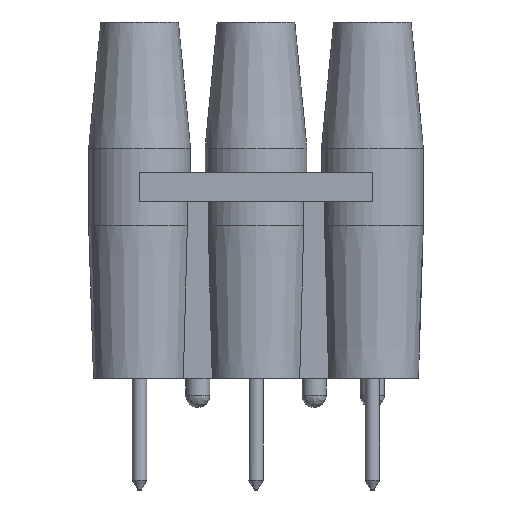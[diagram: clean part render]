
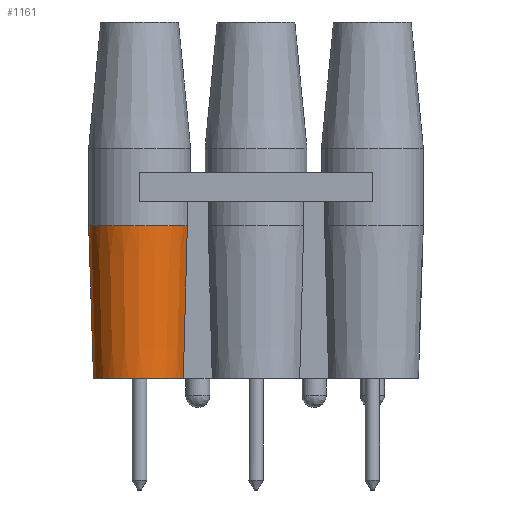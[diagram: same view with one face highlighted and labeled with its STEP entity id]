
A CAD part, front view. The second image highlights one B-rep face of the part: STEP entity #1161.
In plain terms, the highlighted conical face has half-angle 1.818 degrees and reference radius 1.9 mm.
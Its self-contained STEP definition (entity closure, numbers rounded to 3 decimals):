
#862=CONICAL_SURFACE('',#4782,1.9,1.818);
#919=FACE_OUTER_BOUND('',#2267,.T.);
#1161=ADVANCED_FACE('',(#919),#862,.T.);
#1465=B_SPLINE_CURVE_WITH_KNOTS('',3,(#6919,#6920,#6921,#6922,#6923,#6924,
#6925),.UNSPECIFIED.,.F.,.F.,(4,3,4),(0.,0.584,1.),
 .UNSPECIFIED.);
#1554=LINE('',#6416,#1795);
#1795=VECTOR('',#5121,1.);
#2267=EDGE_LOOP('',(#2866,#2867,#2868,#2869));
#2866=ORIENTED_EDGE('',*,*,#4059,.T.);
#2867=ORIENTED_EDGE('',*,*,#4061,.F.);
#2868=ORIENTED_EDGE('',*,*,#3899,.F.);
#2869=ORIENTED_EDGE('',*,*,#4062,.F.);
#3539=VERTEX_POINT('',#6415);
#3540=VERTEX_POINT('',#6417);
#3648=VERTEX_POINT('',#6918);
#3649=VERTEX_POINT('',#6926);
#3899=EDGE_CURVE('',#3539,#3540,#1554,.T.);
#4059=EDGE_CURVE('',#3649,#3648,#1465,.T.);
#4061=EDGE_CURVE('',#3540,#3648,#4379,.T.);
#4062=EDGE_CURVE('',#3649,#3539,#4380,.T.);
#4379=CIRCLE('',#4780,2.1);
#4380=CIRCLE('',#4781,1.9);
#4780=AXIS2_PLACEMENT_3D('',#6929,#5471,#5472);
#4781=AXIS2_PLACEMENT_3D('',#6930,#5473,#5474);
#4782=AXIS2_PLACEMENT_3D('',#6931,#5475,#5476);
#5121=DIRECTION('',(-0.032,0.,0.999));
#5471=DIRECTION('',(0.,0.,1.));
#5472=DIRECTION('',(-1.,0.,0.));
#5473=DIRECTION('',(0.,0.,-1.));
#5474=DIRECTION('',(0.912,-0.409,0.));
#5475=DIRECTION('',(0.,0.,1.));
#5476=DIRECTION('',(-1.,0.,0.));
#6415=CARTESIAN_POINT('',(-6.7,-6.299,1.2));
#6416=CARTESIAN_POINT('',(-6.7,-6.299,1.2));
#6417=CARTESIAN_POINT('',(-6.9,-6.299,7.5));
#6918=CARTESIAN_POINT('',(-2.831,-7.029,7.5));
#6919=CARTESIAN_POINT('',(-2.997,-6.899,1.2));
#6920=CARTESIAN_POINT('',(-2.965,-6.925,2.427));
#6921=CARTESIAN_POINT('',(-2.932,-6.95,3.654));
#6922=CARTESIAN_POINT('',(-2.9,-6.975,4.881));
#6923=CARTESIAN_POINT('',(-2.877,-6.993,5.754));
#6924=CARTESIAN_POINT('',(-2.854,-7.011,6.627));
#6925=CARTESIAN_POINT('',(-2.831,-7.029,7.5));
#6926=CARTESIAN_POINT('',(-2.997,-6.899,1.2));
#6929=CARTESIAN_POINT('',(-4.8,-6.299,7.5));
#6930=CARTESIAN_POINT('',(-4.8,-6.299,1.2));
#6931=CARTESIAN_POINT('',(-4.8,-6.299,1.2));
